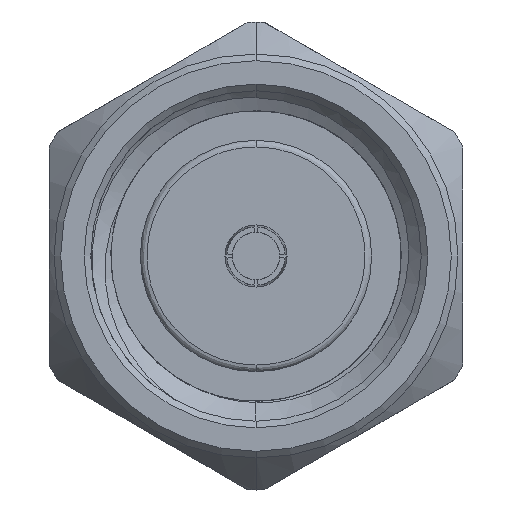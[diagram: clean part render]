
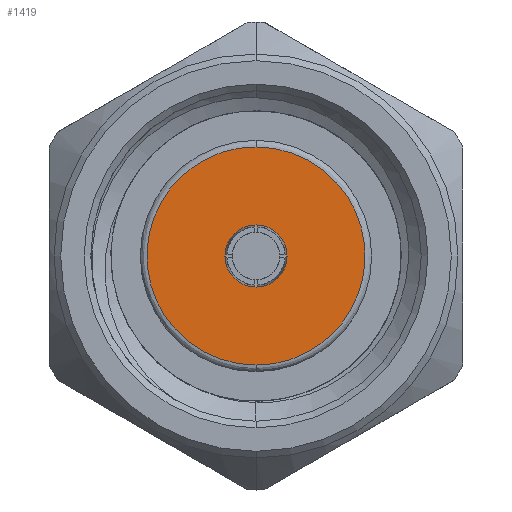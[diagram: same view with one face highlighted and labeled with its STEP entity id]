
A CAD part, left-side view. The second image highlights one B-rep face of the part: STEP entity #1419.
In plain terms, the highlighted planar face has unit normal (-1, 0, 0).
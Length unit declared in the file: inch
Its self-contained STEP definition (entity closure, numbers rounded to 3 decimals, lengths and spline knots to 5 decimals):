
#346 = CARTESIAN_POINT ( 'NONE',  ( 0.11, 0., 0. ) ) ;
#396 = ORIENTED_EDGE ( 'NONE', *, *, #6023, .F. ) ;
#452 = VERTEX_POINT ( 'NONE', #3332 ) ;
#541 =( BOUNDED_CURVE ( )  B_SPLINE_CURVE ( 3, ( #6382, #1270, #5315, #1405 ),
 .UNSPECIFIED., .F., .T. ) 
 B_SPLINE_CURVE_WITH_KNOTS ( ( 4, 4 ),
 ( 0., 1. ),
 .UNSPECIFIED. ) 
 CURVE ( )  GEOMETRIC_REPRESENTATION_ITEM ( )  RATIONAL_B_SPLINE_CURVE ( ( 1., 0.333, 0.333, 1. ) ) 
 REPRESENTATION_ITEM ( '' )  );
#605 = CARTESIAN_POINT ( 'NONE',  ( 0.11, -0.165, -0.0825 ) ) ;
#638 = CIRCLE ( 'NONE', #977, 0.0235 ) ;
#655 = AXIS2_PLACEMENT_3D ( 'NONE', #3955, #2767, #1053 ) ;
#826 = VERTEX_POINT ( 'NONE', #6862 ) ;
#977 = AXIS2_PLACEMENT_3D ( 'NONE', #346, #4917, #4363 ) ;
#1053 = DIRECTION ( 'NONE',  ( 0., 0., -1. ) ) ;
#1084 = CARTESIAN_POINT ( 'NONE',  ( 0.11, 0., 0. ) ) ;
#1222 =( BOUNDED_CURVE ( )  B_SPLINE_CURVE ( 3, ( #5861, #4114, #605, #6435 ),
 .UNSPECIFIED., .F., .F. ) 
 B_SPLINE_CURVE_WITH_KNOTS ( ( 4, 4 ),
 ( 0., 1. ),
 .UNSPECIFIED. ) 
 CURVE ( )  GEOMETRIC_REPRESENTATION_ITEM ( )  RATIONAL_B_SPLINE_CURVE ( ( 1., 0.333, 0.333, 1. ) ) 
 REPRESENTATION_ITEM ( '' )  );
#1226 = FACE_OUTER_BOUND ( 'NONE', #5275, .T. ) ;
#1270 = CARTESIAN_POINT ( 'NONE',  ( 0.11, 0.165, -0.0825 ) ) ;
#1405 = CARTESIAN_POINT ( 'NONE',  ( 0.11, 0., 0.0825 ) ) ;
#1419 = ADVANCED_FACE ( 'NONE', ( #1853, #1226 ), #4522, .F. ) ;
#1765 = CARTESIAN_POINT ( 'NONE',  ( 0.11, 0., 0.0235 ) ) ;
#1853 = FACE_BOUND ( 'NONE', #5511, .T. ) ;
#2350 = VERTEX_POINT ( 'NONE', #6636 ) ;
#2364 = EDGE_CURVE ( 'NONE', #4633, #2350, #638, .T. ) ;
#2762 = EDGE_CURVE ( 'NONE', #826, #452, #1222, .T. ) ;
#2767 = DIRECTION ( 'NONE',  ( 1., 0., 0. ) ) ;
#2790 = DIRECTION ( 'NONE',  ( -1., 0., 0. ) ) ;
#2810 = DIRECTION ( 'NONE',  ( 0., 0., -1. ) ) ;
#3332 = CARTESIAN_POINT ( 'NONE',  ( 0.11, 0., -0.0825 ) ) ;
#3955 = CARTESIAN_POINT ( 'NONE',  ( 0.11, 0., 0. ) ) ;
#4114 = CARTESIAN_POINT ( 'NONE',  ( 0.11, -0.165, 0.0825 ) ) ;
#4363 = DIRECTION ( 'NONE',  ( 0., 0., -1. ) ) ;
#4522 = PLANE ( 'NONE',  #655 ) ;
#4633 = VERTEX_POINT ( 'NONE', #1765 ) ;
#4917 = DIRECTION ( 'NONE',  ( -1., 0., 0. ) ) ;
#5039 = ORIENTED_EDGE ( 'NONE', *, *, #6349, .F. ) ;
#5275 = EDGE_LOOP ( 'NONE', ( #396, #6739 ) ) ;
#5315 = CARTESIAN_POINT ( 'NONE',  ( 0.11, 0.165, 0.0825 ) ) ;
#5511 = EDGE_LOOP ( 'NONE', ( #5039, #7206 ) ) ;
#5582 = AXIS2_PLACEMENT_3D ( 'NONE', #1084, #2790, #2810 ) ;
#5598 = CIRCLE ( 'NONE', #5582, 0.0235 ) ;
#5861 = CARTESIAN_POINT ( 'NONE',  ( 0.11, 0., 0.0825 ) ) ;
#6023 = EDGE_CURVE ( 'NONE', #452, #826, #541, .T. ) ;
#6349 = EDGE_CURVE ( 'NONE', #2350, #4633, #5598, .T. ) ;
#6382 = CARTESIAN_POINT ( 'NONE',  ( 0.11, 0., -0.0825 ) ) ;
#6435 = CARTESIAN_POINT ( 'NONE',  ( 0.11, 0., -0.0825 ) ) ;
#6636 = CARTESIAN_POINT ( 'NONE',  ( 0.11, 0., -0.0235 ) ) ;
#6739 = ORIENTED_EDGE ( 'NONE', *, *, #2762, .F. ) ;
#6862 = CARTESIAN_POINT ( 'NONE',  ( 0.11, 0., 0.0825 ) ) ;
#7206 = ORIENTED_EDGE ( 'NONE', *, *, #2364, .F. ) ;
